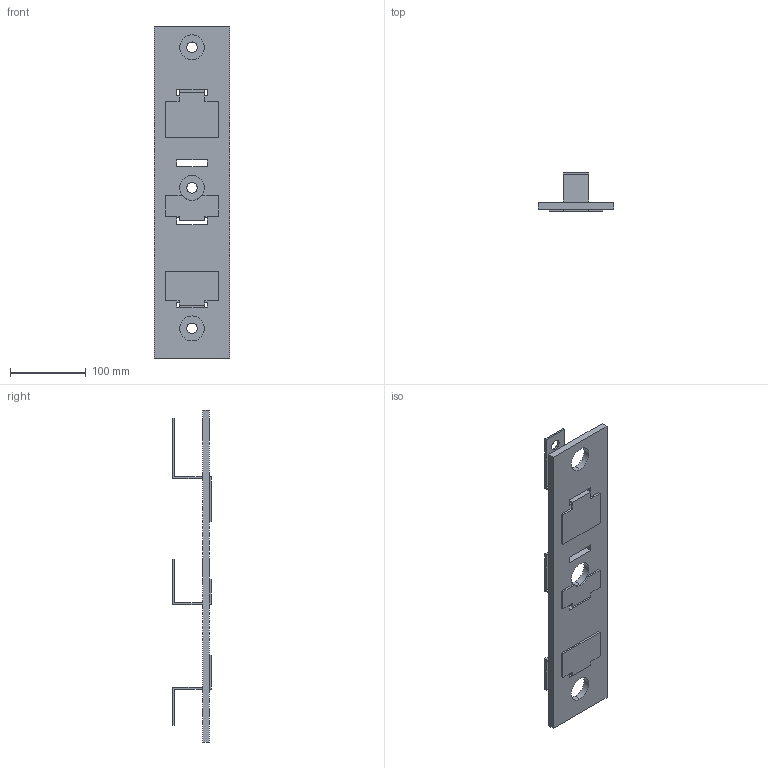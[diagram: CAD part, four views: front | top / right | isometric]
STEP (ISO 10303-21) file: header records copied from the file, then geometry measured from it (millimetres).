
FILE_DESCRIPTION((''),'2;1');
FILE_NAME('1SEP304065R0001_ASM','2023-03-28T17:03:17',('sarey'),(''),'CREO PARAMETRIC BY PTC INC, 2017260','CREO PARAMETRIC BY PTC INC, 2017260','');
FILE_SCHEMA(('AUTOMOTIVE_DESIGN { 1 0 10303 214 1 1 1 1 }'));
Length unit declared in the file: inch
Products named in the file (1): 1SEP304065R0001_ASM
Bounding box: 100 x 51 x 437 mm (x, y, z)
Surface area: 129601.5 mm2 (no closed solid volume)
Topology: 0 solids, 4 shells, 75 faces, 211 edges, 141 vertices
Faces by surface type: plane 62, cylinder 13
Entity records: 3241 total; most frequent: CARTESIAN_POINT 427, ORIENTED_EDGE 395, DIRECTION 388, PRESENTATION_STYLE_ASSIGNMENT 215, STYLED_ITEM 215, CURVE_STYLE 211, EDGE_CURVE 211, VECTOR 184
